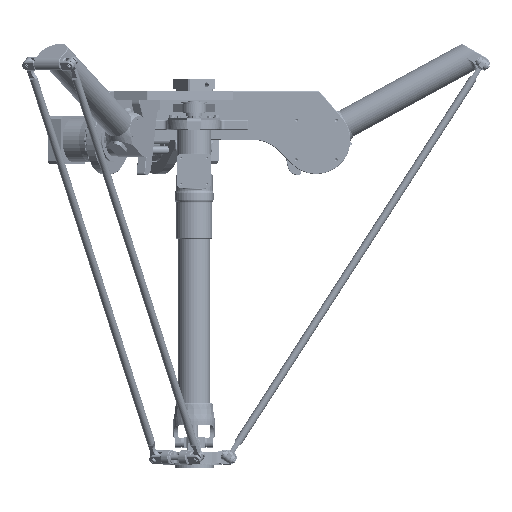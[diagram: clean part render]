
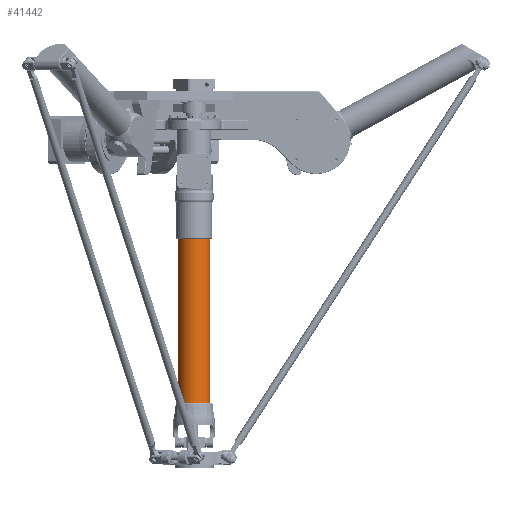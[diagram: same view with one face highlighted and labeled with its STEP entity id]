
A CAD part, front view. The second image highlights one B-rep face of the part: STEP entity #41442.
In plain terms, the highlighted cylindrical face has radius 33.5 mm (diameter 67 mm), a full revolution.
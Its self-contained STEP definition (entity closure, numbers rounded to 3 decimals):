
#1441=CYLINDRICAL_SURFACE('',#45668,33.5);
#2261=FACE_BOUND('',#9707,.T.);
#3782=CIRCLE('',#45574,33.5);
#3815=CIRCLE('',#45656,33.5);
#6460=FACE_OUTER_BOUND('',#9706,.T.);
#9706=EDGE_LOOP('',(#34662));
#9707=EDGE_LOOP('',(#34663));
#19699=VERTEX_POINT('',#76111);
#19770=VERTEX_POINT('',#76468);
#24749=EDGE_CURVE('',#19699,#19699,#3782,.T.);
#24854=EDGE_CURVE('',#19770,#19770,#3815,.T.);
#34662=ORIENTED_EDGE('',*,*,#24749,.F.);
#34663=ORIENTED_EDGE('',*,*,#24854,.T.);
#41442=ADVANCED_FACE('',(#6460,#2261),#1441,.T.);
#45574=AXIS2_PLACEMENT_3D('',#76112,#55763,#55764);
#45656=AXIS2_PLACEMENT_3D('',#76469,#55979,#55980);
#45668=AXIS2_PLACEMENT_3D('',#76485,#56003,#56004);
#55763=DIRECTION('center_axis',(0.,-1.,0.));
#55764=DIRECTION('ref_axis',(1.,0.,0.));
#55979=DIRECTION('center_axis',(0.,-1.,0.));
#55980=DIRECTION('ref_axis',(1.,0.,0.));
#56003=DIRECTION('center_axis',(0.,-1.,0.));
#56004=DIRECTION('ref_axis',(1.,0.,0.));
#76111=CARTESIAN_POINT('',(33.5,0.,0.));
#76112=CARTESIAN_POINT('Origin',(0.,0.,0.));
#76468=CARTESIAN_POINT('',(33.5,334.07,0.));
#76469=CARTESIAN_POINT('Origin',(0.,334.07,0.));
#76485=CARTESIAN_POINT('Origin',(0.,167.035,0.));
